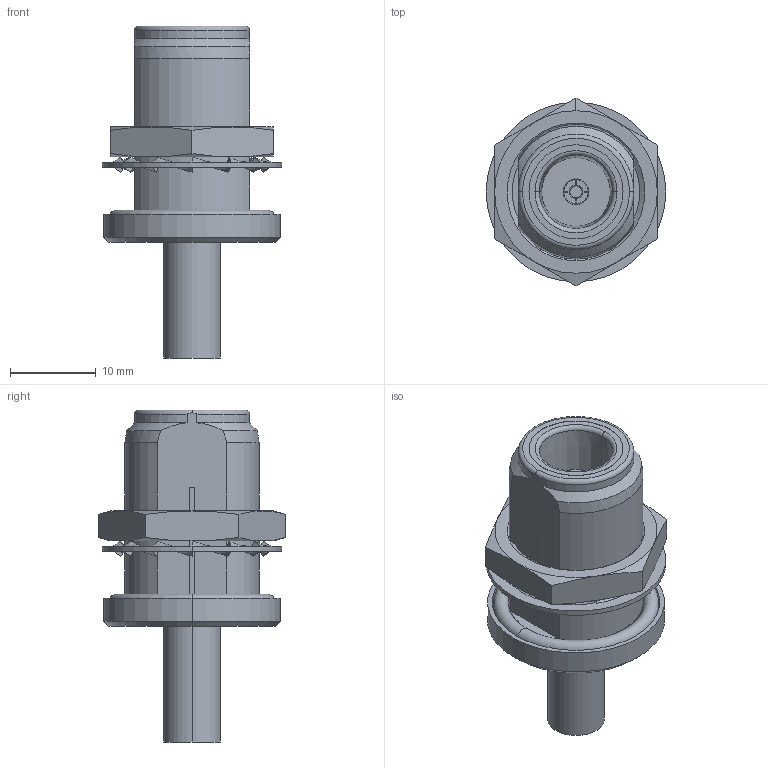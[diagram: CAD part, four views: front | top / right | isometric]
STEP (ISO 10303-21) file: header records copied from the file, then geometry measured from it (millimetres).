
FILE_DESCRIPTION (( 'STEP AP214' ), '1' );
FILE_NAME ('J01021A0148.STEP', '2016-10-19T06:07:29', ( '' ), ( '' ), 'SwSTEP 2.0', 'SolidWorks 2015', '' );
FILE_SCHEMA (( 'AUTOMOTIVE_DESIGN' ));
Length unit declared in the file: millimetre
Products named in the file (1): J01021A0148
Bounding box: 21 x 21.94 x 38.8 mm (x, y, z)
Volume: 5159.4 mm3; surface area: 4650 mm2
Topology: 3 solids, 4 shells, 196 faces, 481 edges, 302 vertices
Faces by surface type: plane 67, cylinder 47, bspline 36, cone 36, torus 10
Entity records: 8663 total; most frequent: CARTESIAN_POINT 2188, ORIENTED_EDGE 962, DIRECTION 803, EDGE_CURVE 481, AXIS2_PLACEMENT_3D 305, VERTEX_POINT 302, EDGE_LOOP 215, ADVANCED_FACE 196
